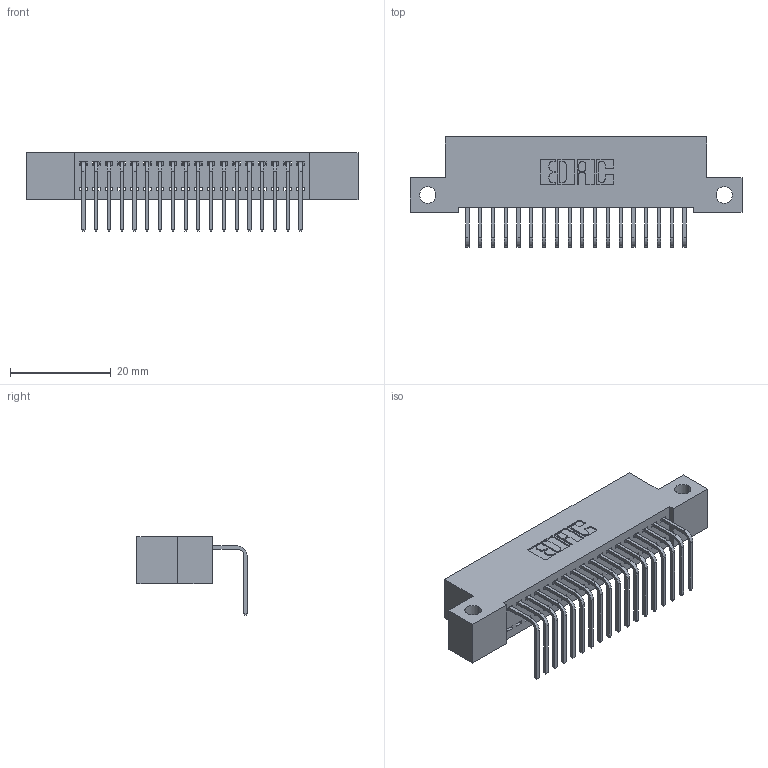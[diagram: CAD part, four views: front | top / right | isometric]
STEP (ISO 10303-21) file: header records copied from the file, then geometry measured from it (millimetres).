
FILE_DESCRIPTION (( 'STEP AP203' ), '1' );
FILE_NAME ('342-018-558-112.STEP', '2019-10-01T20:16:09', ( '' ), ( '' ), 'SwSTEP 2.0', 'SolidWorks 2016', '' );
FILE_SCHEMA (( 'CONFIG_CONTROL_DESIGN' ));
Length unit declared in the file: inch
Products named in the file (3): 345-292-001_558 Tail - 2; 342-018-558-112; 342 Part_Side Mount
Assembly tree (19 placements, depth 2):
  342-018-558-112
    342 Part_Side Mount
    345-292-001_558 Tail - 2  x18
Bounding box: 66.04 x 21.91 x 15.62 mm (x, y, z)
Volume: 5688 mm3; surface area: 8082 mm2
Topology: 19 solids, 19 shells, 1190 faces, 3575 edges, 2358 vertices
Faces by surface type: plane 858, cylinder 332
Entity records: 14063 total; most frequent: CARTESIAN_POINT 2436, ORIENTED_EDGE 2390, DIRECTION 2103, EDGE_CURVE 1195, VECTOR 1067, LINE 1067, VERTEX_POINT 794, AXIS2_PLACEMENT_3D 518
